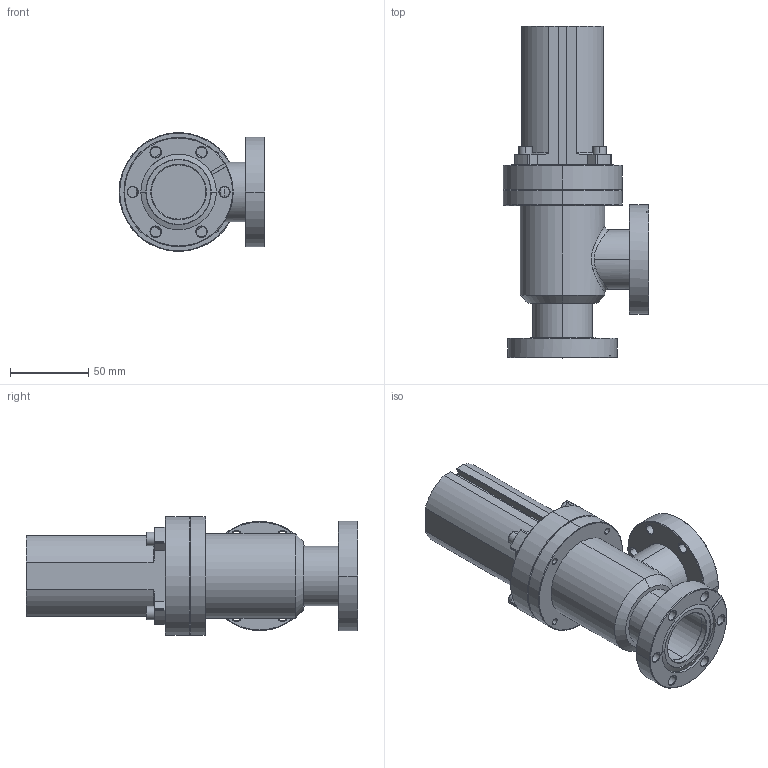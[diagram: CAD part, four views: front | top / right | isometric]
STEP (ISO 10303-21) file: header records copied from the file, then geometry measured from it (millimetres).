
FILE_DESCRIPTION (( 'STEP AP214' ), '1' );
FILE_NAME ('Hositrad_VAV-38CFRP.STEP', '2011-09-30T07:56:38', ( '' ), ( '' ), 'SwSTEP 2.0', 'SolidWorks 2011', '' );
FILE_SCHEMA (( 'AUTOMOTIVE_DESIGN' ));
Length unit declared in the file: millimetre
Products named in the file (5): NW35CF-Weld-38.1; socket head cap screw_iso_ISO 4762 M5 x 25 --- 25N; Pneu-cover; Valve-Angle-Body-Pneu; Hositrad_VAV-38CFRP
Assembly tree (8 placements, depth 2):
  Hositrad_VAV-38CFRP
    Pneu-cover
    NW35CF-Weld-38.1  x2
    socket head cap screw_iso_ISO 4762 M5 x 25 --- 25N  x4
    Valve-Angle-Body-Pneu
Bounding box: 93.4 x 212.5 x 76.2 mm (x, y, z)
Volume: 321624 mm3; surface area: 108359.9 mm2
Topology: 8 solids, 8 shells, 362 faces, 848 edges, 514 vertices
Faces by surface type: plane 120, cylinder 118, cone 102, torus 20, bspline 2
Entity records: 7404 total; most frequent: CARTESIAN_POINT 1876, DIRECTION 1200, ORIENTED_EDGE 1050, EDGE_CURVE 525, AXIS2_PLACEMENT_3D 467, VERTEX_POINT 329, VECTOR 266, LINE 266
